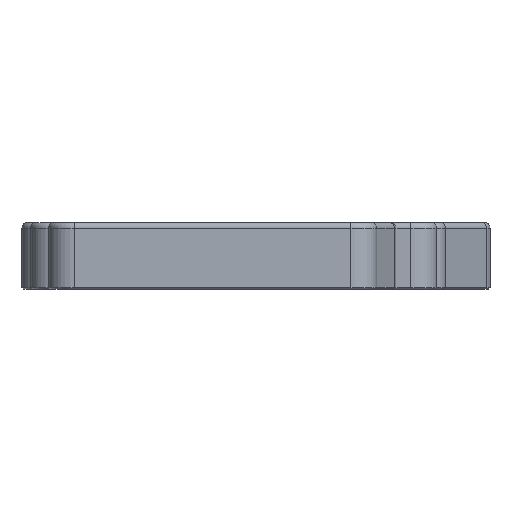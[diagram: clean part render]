
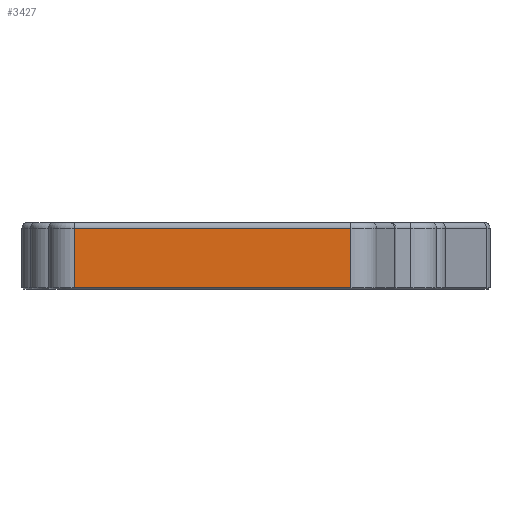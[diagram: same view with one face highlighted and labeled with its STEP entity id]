
A CAD part, left-side view. The second image highlights one B-rep face of the part: STEP entity #3427.
In plain terms, the highlighted planar face has unit normal (-1, 0, 0).
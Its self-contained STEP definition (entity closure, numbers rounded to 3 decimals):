
#213=PLANE('',#3793);
#417=FACE_OUTER_BOUND('',#637,.T.);
#637=EDGE_LOOP('',(#3190,#3191,#3192,#3193));
#710=LINE('',#5030,#1025);
#822=LINE('',#5435,#1137);
#966=LINE('',#5919,#1281);
#967=LINE('',#5921,#1282);
#1025=VECTOR('',#3958,10.);
#1137=VECTOR('',#4286,10.);
#1281=VECTOR('',#4832,10.);
#1282=VECTOR('',#4835,10.);
#1496=VERTEX_POINT('',#5020);
#1498=VERTEX_POINT('',#5026);
#1611=VERTEX_POINT('',#5429);
#1612=VERTEX_POINT('',#5433);
#1823=EDGE_CURVE('',#1496,#1498,#710,.T.);
#1995=EDGE_CURVE('',#1612,#1611,#822,.T.);
#2223=EDGE_CURVE('',#1612,#1498,#966,.T.);
#2224=EDGE_CURVE('',#1611,#1496,#967,.T.);
#3190=ORIENTED_EDGE('',*,*,#1823,.F.);
#3191=ORIENTED_EDGE('',*,*,#2224,.F.);
#3192=ORIENTED_EDGE('',*,*,#1995,.F.);
#3193=ORIENTED_EDGE('',*,*,#2223,.T.);
#3427=ADVANCED_FACE('',(#417),#213,.T.);
#3793=AXIS2_PLACEMENT_3D('',#5920,#4833,#4834);
#3958=DIRECTION('',(0.,1.,0.));
#4286=DIRECTION('',(0.,-1.,0.));
#4832=DIRECTION('',(0.,0.,-1.));
#4833=DIRECTION('center_axis',(-1.,0.,0.));
#4834=DIRECTION('ref_axis',(0.,1.,0.));
#4835=DIRECTION('',(0.,0.,-1.));
#5020=CARTESIAN_POINT('',(-149.239,-169.381,-6.));
#5026=CARTESIAN_POINT('',(-149.239,-94.406,-6.));
#5030=CARTESIAN_POINT('',(-149.239,-156.521,-6.));
#5429=CARTESIAN_POINT('',(-149.239,-169.381,10.1));
#5433=CARTESIAN_POINT('',(-149.239,-94.406,10.1));
#5435=CARTESIAN_POINT('',(-149.239,-156.521,10.1));
#5919=CARTESIAN_POINT('',(-149.239,-94.406,-2.5));
#5920=CARTESIAN_POINT('Origin',(-149.239,-169.381,-2.5));
#5921=CARTESIAN_POINT('',(-149.239,-169.381,-2.5));
